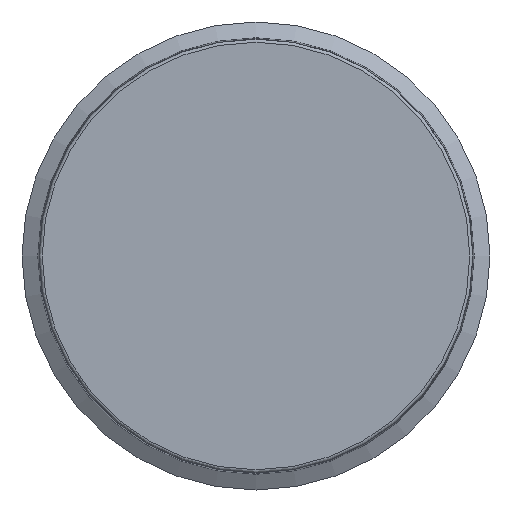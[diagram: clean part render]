
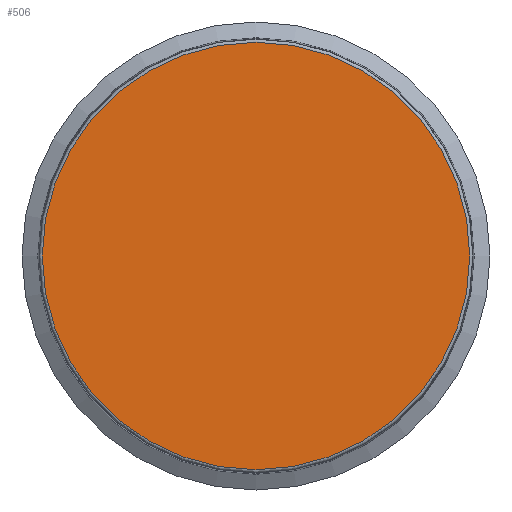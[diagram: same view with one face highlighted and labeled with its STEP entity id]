
A CAD part, front view. The second image highlights one B-rep face of the part: STEP entity #506.
In plain terms, the highlighted planar face has unit normal (0, -1, 0).
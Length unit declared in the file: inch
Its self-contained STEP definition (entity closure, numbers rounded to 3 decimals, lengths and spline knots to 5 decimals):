
#13 = VERTEX_POINT ( 'NONE', #357 ) ;
#149 = CARTESIAN_POINT ( 'NONE',  ( 0., -2.3622, 0. ) ) ;
#232 = DIRECTION ( 'NONE',  ( 0., -1., 0. ) ) ;
#260 = CARTESIAN_POINT ( 'NONE',  ( 0., -2.3622, 0. ) ) ;
#307 = ORIENTED_EDGE ( 'NONE', *, *, #309, .F. ) ;
#309 = EDGE_CURVE ( 'NONE', #13, #13, #394, .T. ) ;
#310 = DIRECTION ( 'NONE',  ( 0., 0., -1. ) ) ;
#357 = CARTESIAN_POINT ( 'NONE',  ( 0., -2.3622, -0.53944 ) ) ;
#376 = DIRECTION ( 'NONE',  ( 0., 1., 0. ) ) ;
#394 = CIRCLE ( 'NONE', #472, 0.53944 ) ;
#462 = AXIS2_PLACEMENT_3D ( 'NONE', #149, #232, #310 ) ;
#472 = AXIS2_PLACEMENT_3D ( 'NONE', #260, #376, #502 ) ;
#475 = PLANE ( 'NONE',  #462 ) ;
#479 = EDGE_LOOP ( 'NONE', ( #307 ) ) ;
#481 = FACE_OUTER_BOUND ( 'NONE', #479, .T. ) ;
#502 = DIRECTION ( 'NONE',  ( 0., 0., -1. ) ) ;
#506 = ADVANCED_FACE ( 'NONE', ( #481 ), #475, .T. ) ;
